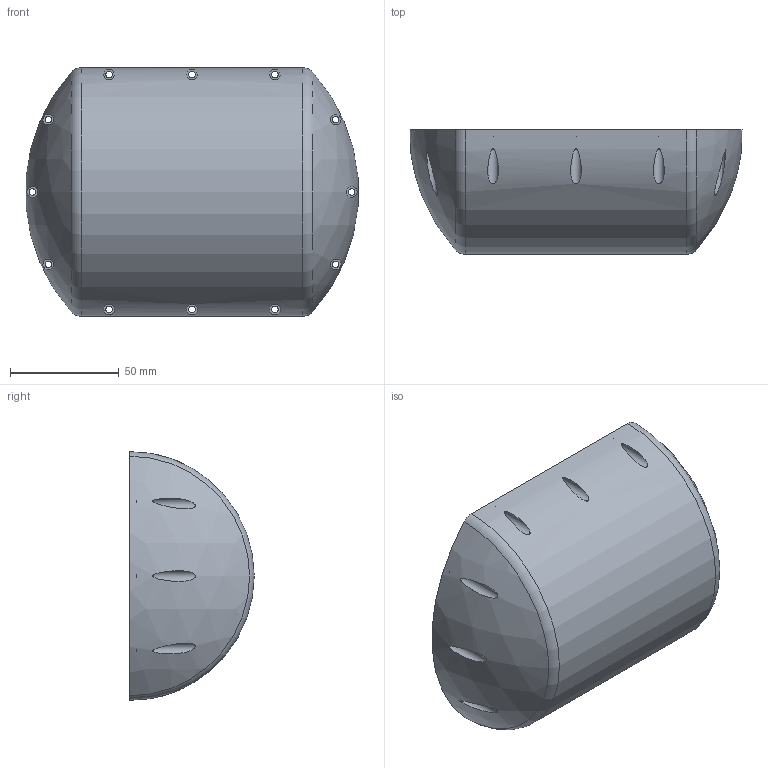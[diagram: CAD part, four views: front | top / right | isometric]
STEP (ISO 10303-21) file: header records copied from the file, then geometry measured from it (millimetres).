
FILE_DESCRIPTION(/* description */ (''),/* implementation_level */ '2;1');
FILE_NAME(/* name */ 'Electronics Cap.stp',/* time_stamp */ '2020-01-01T12:03:06-05:00',/* author */ ('User'),/* organization */ (''),/* preprocessor_version */ 'ST-DEVELOPER v17',/* originating_system */ 'Autodesk Inventor 2019',/* authorisation */ '');
FILE_SCHEMA (('AUTOMOTIVE_DESIGN { 1 0 10303 214 3 1 1 }'));
Length unit declared in the file: inch
Products named in the file (1): Electronics Enclosure
Bounding box: 152.57 x 57.15 x 114.3 mm (x, y, z)
Volume: 174816.8 mm3; surface area: 62051 mm2
Topology: 1 solids, 1 shells, 45 faces, 126 edges, 96 vertices
Faces by surface type: cylinder 26, plane 13, sphere 4, torus 2
Full cylindrical faces by diameter (mm): 3 x12, 5 x12
Entity records: 2247 total; most frequent: CARTESIAN_POINT 932, DIRECTION 268, ORIENTED_EDGE 252, EDGE_CURVE 126, AXIS2_PLACEMENT_3D 120, VERTEX_POINT 96, EDGE_LOOP 82, CIRCLE 74
